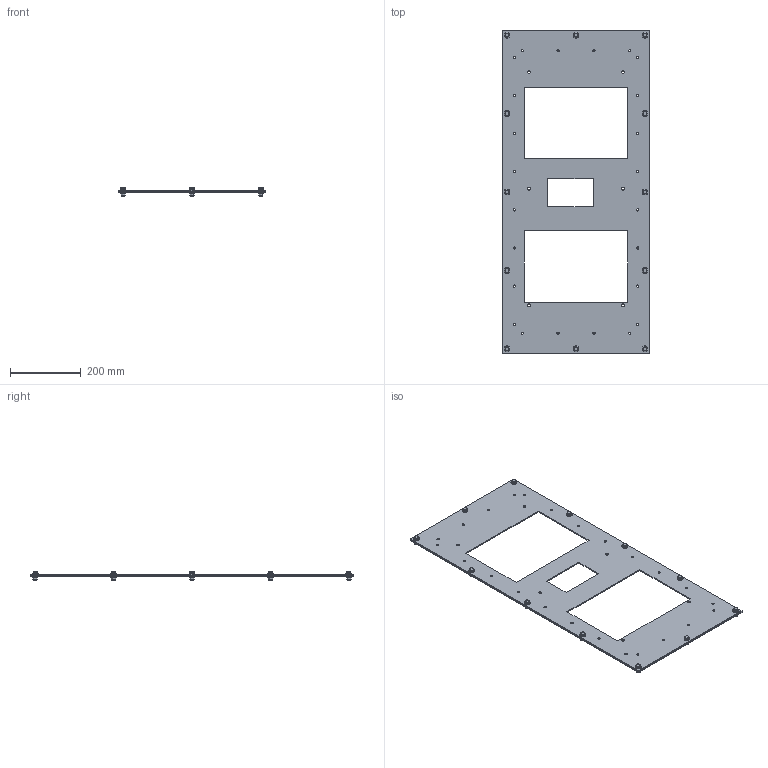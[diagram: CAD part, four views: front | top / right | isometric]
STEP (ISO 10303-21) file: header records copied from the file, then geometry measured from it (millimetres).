
FILE_DESCRIPTION(/* description */ ('36" X 16-3/8" COVER PLATE'),/* implementation_level */ '2;1');
FILE_NAME(/* name */ 'D36CVPKNHX32.stp',/* time_stamp */ '2017-10-11T15:30:26+05:00',/* author */ ('vdas'),/* organization */ (''),/* preprocessor_version */ 'ST-DEVELOPER v16.1',/* originating_system */ 'Autodesk Inventor 2016',/* authorisation */ '');
FILE_SCHEMA (('AUTOMOTIVE_DESIGN { 1 0 10303 214 3 1 1 }'));
Length unit declared in the file: inch
Products named in the file (9): D36CVPKNHX32; D3616CVPGSKT; 30221; 3905; 3907; 34929; 10 GA TO 14 GA w 0.125 Comp; 34466; D36CVPKNHX32_1
Assembly tree (19 placements, depth 3):
  D36CVPKNHX32_1
    D36CVPKNHX32
    D3616CVPGSKT
    10 GA TO 14 GA w 0.125 Comp  x12
      30221
      3905
      3907
      34929
    34466
Bounding box: 415.93 x 914.4 x 24.22 mm (x, y, z)
Volume: 1026514.4 mm3; surface area: 698110.2 mm2
Topology: 51 solids, 51 shells, 754 faces, 1653 edges, 1030 vertices
Faces by surface type: plane 392, cylinder 182, cone 132, bspline 24, torus 24
Full cylindrical faces by diameter (mm): 4.978 x12, 5.556 x12, 5.969 x12, 6.35 x36, 6.985 x12, 7.144 x12, 7.366 x12, 7.938 x6, 11.049 x12, 11.125 x12, 15.24 x12, 15.875 x12, 16.51 x12, 44.45 x1, 44.958 x1
Entity records: 5513 total; most frequent: CARTESIAN_POINT 940, DIRECTION 891, ORIENTED_EDGE 714, EDGE_LOOP 373, AXIS2_PLACEMENT_3D 363, EDGE_CURVE 357, VERTEX_POINT 280, FACE_BOUND 202
